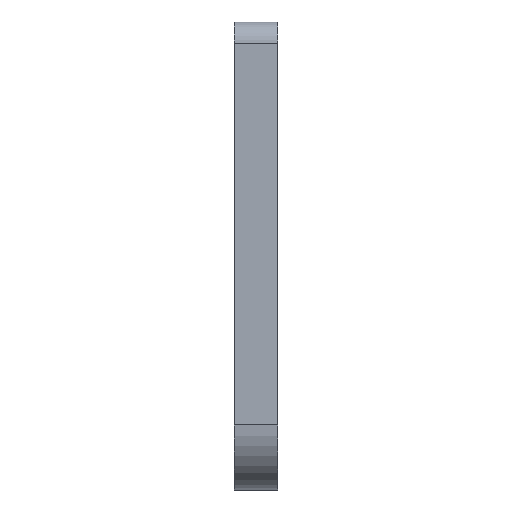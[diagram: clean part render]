
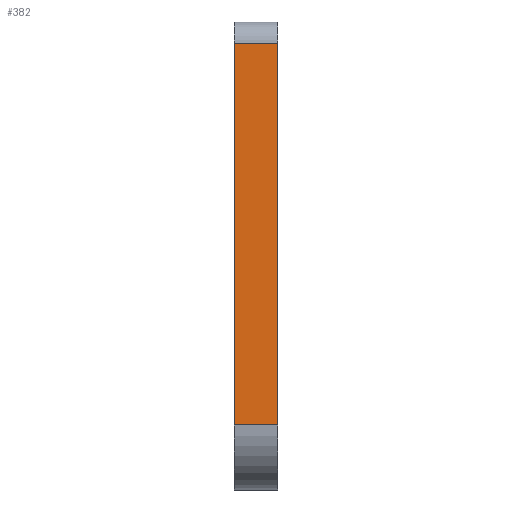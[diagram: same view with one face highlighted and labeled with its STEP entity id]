
A CAD part, top view. The second image highlights one B-rep face of the part: STEP entity #382.
In plain terms, the highlighted planar face has unit normal (0, 0, 1).
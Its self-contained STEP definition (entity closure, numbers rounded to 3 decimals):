
#96=CARTESIAN_POINT('Line Origine',(17.,44.,25.)) ;
#100=CARTESIAN_POINT('Cartesian Point',(17.,88.,25.)) ;
#102=CARTESIAN_POINT('Cartesian Point',(17.,0.,25.)) ;
#352=CARTESIAN_POINT('Axis2P3D Location',(0.,93.,25.)) ;
#357=CARTESIAN_POINT('Line Origine',(7.,44.,25.)) ;
#361=CARTESIAN_POINT('Cartesian Point',(7.,88.,25.)) ;
#363=CARTESIAN_POINT('Cartesian Point',(7.,0.,25.)) ;
#366=CARTESIAN_POINT('Line Origine',(12.,0.,25.)) ;
#371=CARTESIAN_POINT('Line Origine',(12.,88.,25.)) ;
#97=DIRECTION('Vector Direction',(0.,-1.,0.)) ;
#353=DIRECTION('Axis2P3D Direction',(-0.,0.,1.)) ;
#354=DIRECTION('Axis2P3D XDirection',(0.,-1.,0.)) ;
#358=DIRECTION('Vector Direction',(0.,-1.,0.)) ;
#367=DIRECTION('Vector Direction',(1.,0.,0.)) ;
#372=DIRECTION('Vector Direction',(1.,0.,0.)) ;
#355=AXIS2_PLACEMENT_3D('Plane Axis2P3D',#352,#353,#354) ;
#377=ORIENTED_EDGE('Oriented Edge',*,*,#365,.T.) ;
#378=ORIENTED_EDGE('Oriented Edge',*,*,#370,.T.) ;
#379=ORIENTED_EDGE('Oriented Edge',*,*,#104,.F.) ;
#380=ORIENTED_EDGE('Oriented Edge',*,*,#375,.F.) ;
#98=VECTOR('Line Direction',#97,1.) ;
#359=VECTOR('Line Direction',#358,1.) ;
#368=VECTOR('Line Direction',#367,1.) ;
#373=VECTOR('Line Direction',#372,1.) ;
#382=ADVANCED_FACE('',(#381),#356,.T.) ;
#104=EDGE_CURVE('',#101,#103,#99,.T.) ;
#365=EDGE_CURVE('',#362,#364,#360,.T.) ;
#370=EDGE_CURVE('',#364,#103,#369,.T.) ;
#375=EDGE_CURVE('',#362,#101,#374,.T.) ;
#376=EDGE_LOOP('Oriented Loop',(#377,#378,#379,#380)) ;
#381=FACE_OUTER_BOUND('Face Bound',#376,.T.) ;
#99=LINE('Line',#96,#98) ;
#360=LINE('Line',#357,#359) ;
#369=LINE('Line',#366,#368) ;
#374=LINE('Line',#371,#373) ;
#356=PLANE('Plane',#355) ;
#101=VERTEX_POINT('Vertex Point',#100) ;
#103=VERTEX_POINT('Vertex Point',#102) ;
#362=VERTEX_POINT('Vertex Point',#361) ;
#364=VERTEX_POINT('Vertex Point',#363) ;
